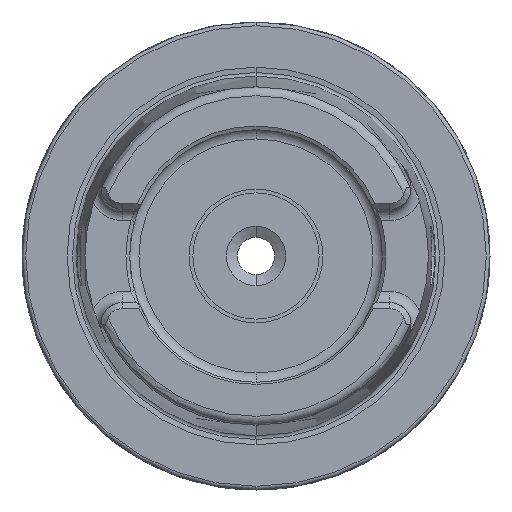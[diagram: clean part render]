
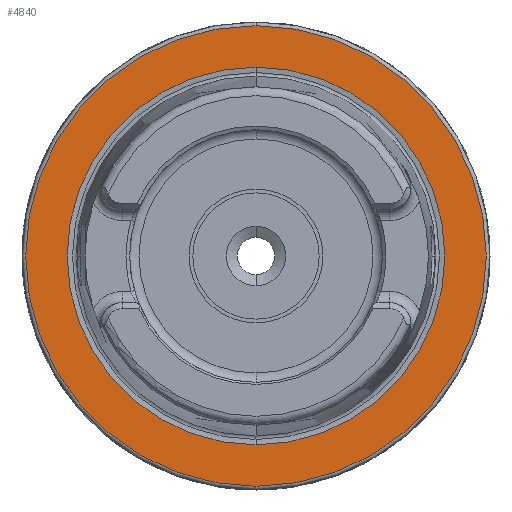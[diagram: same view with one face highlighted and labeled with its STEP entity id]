
A CAD part, left-side view. The second image highlights one B-rep face of the part: STEP entity #4840.
In plain terms, the highlighted planar face has unit normal (-1, 0, 0).
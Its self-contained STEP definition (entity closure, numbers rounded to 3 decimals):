
#1310=CARTESIAN_POINT('',(0.,0.,0.));
#1311=DIRECTION('',(1.,0.,0.));
#1312=DIRECTION('',(0.,0.,-1.));
#1313=AXIS2_PLACEMENT_3D('',#1310,#1311,#1312);
#1315=CARTESIAN_POINT('',(0.,0.,0.));
#1316=DIRECTION('',(1.,0.,0.));
#1317=DIRECTION('',(0.,0.,1.));
#1318=AXIS2_PLACEMENT_3D('',#1315,#1316,#1317);
#1320=CARTESIAN_POINT('',(0.,0.,0.));
#1321=DIRECTION('',(-1.,0.,0.));
#1322=DIRECTION('',(0.,0.,1.));
#1323=AXIS2_PLACEMENT_3D('',#1320,#1321,#1322);
#1325=CARTESIAN_POINT('',(0.,0.,0.));
#1326=DIRECTION('',(-1.,0.,0.));
#1327=DIRECTION('',(0.,0.,-1.));
#1328=AXIS2_PLACEMENT_3D('',#1325,#1326,#1327);
#2895=CARTESIAN_POINT('',(0.,0.,-25.42));
#2896=CARTESIAN_POINT('',(0.,0.,25.42));
#2897=VERTEX_POINT('',#2895);
#2898=VERTEX_POINT('',#2896);
#3224=CARTESIAN_POINT('',(0.,0.,31.));
#3225=CARTESIAN_POINT('',(0.,0.,-31.));
#3226=VERTEX_POINT('',#3224);
#3227=VERTEX_POINT('',#3225);
#4824=CARTESIAN_POINT('',(0.,0.,0.));
#4825=DIRECTION('',(1.,0.,0.));
#4826=DIRECTION('',(0.,0.,1.));
#4827=AXIS2_PLACEMENT_3D('',#4824,#4825,#4826);
#4828=PLANE('',#4827);
#4829=ORIENTED_EDGE('',*,*,#4814,.F.);
#4831=ORIENTED_EDGE('',*,*,#4830,.F.);
#4832=EDGE_LOOP('',(#4829,#4831));
#4833=FACE_OUTER_BOUND('',#4832,.F.);
#4835=ORIENTED_EDGE('',*,*,#4834,.F.);
#4837=ORIENTED_EDGE('',*,*,#4836,.F.);
#4838=EDGE_LOOP('',(#4835,#4837));
#4839=FACE_BOUND('',#4838,.F.);
#4840=ADVANCED_FACE('',(#4833,#4839),#4828,.F.);
#1314=CIRCLE('',#1313,25.42);
#1319=CIRCLE('',#1318,25.42);
#1324=CIRCLE('',#1323,31.);
#1329=CIRCLE('',#1328,31.);
#4814=EDGE_CURVE('',#3226,#3227,#1324,.T.);
#4830=EDGE_CURVE('',#3227,#3226,#1329,.T.);
#4834=EDGE_CURVE('',#2897,#2898,#1314,.T.);
#4836=EDGE_CURVE('',#2898,#2897,#1319,.T.);
